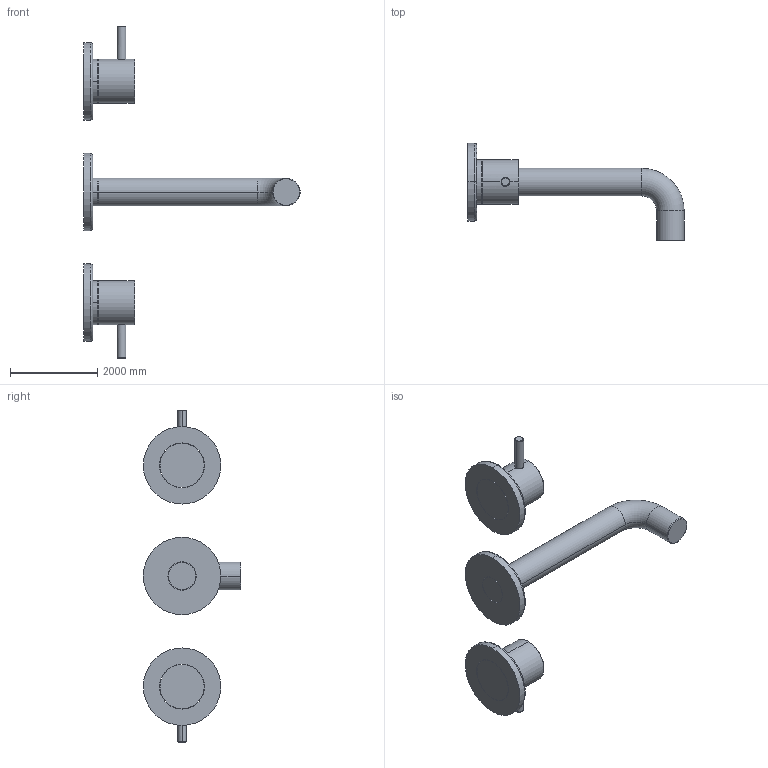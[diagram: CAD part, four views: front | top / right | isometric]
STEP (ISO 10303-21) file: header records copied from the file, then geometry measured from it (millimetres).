
FILE_DESCRIPTION((''),'2;1');
FILE_NAME('089A','2018-07-29T',('MQ'),(''),'PRO/ENGINEER BY PARAMETRIC TECHNOLOGY CORPORATION, 2012130','PRO/ENGINEER BY PARAMETRIC TECHNOLOGY CORPORATION, 2012130','');
FILE_SCHEMA(('CONFIG_CONTROL_DESIGN'));
Length unit declared in the file: inch
Products named in the file (1): 089A
Bounding box: 4965.7 x 2235.2 x 7620 mm (x, y, z)
Volume: 4851914341 mm3; surface area: 39445172.3 mm2
Topology: 6 solids, 6 shells, 71 faces, 138 edges, 82 vertices
Faces by surface type: cylinder 30, torus 24, plane 17
Entity records: 1916 total; most frequent: DIRECTION 378, CARTESIAN_POINT 339, ORIENTED_EDGE 276, AXIS2_PLACEMENT_3D 173, EDGE_CURVE 138, CIRCLE 102, VERTEX_POINT 82, EDGE_LOOP 80
